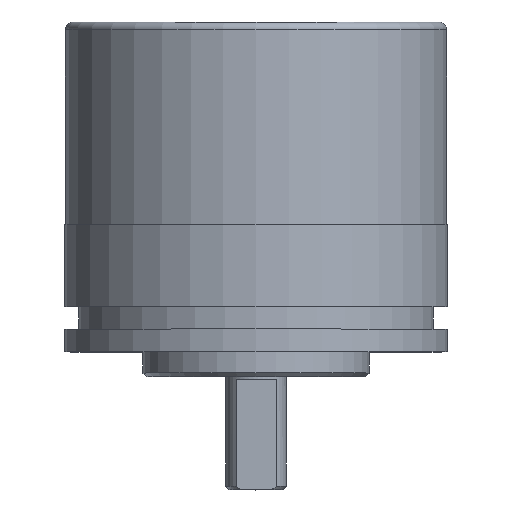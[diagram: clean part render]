
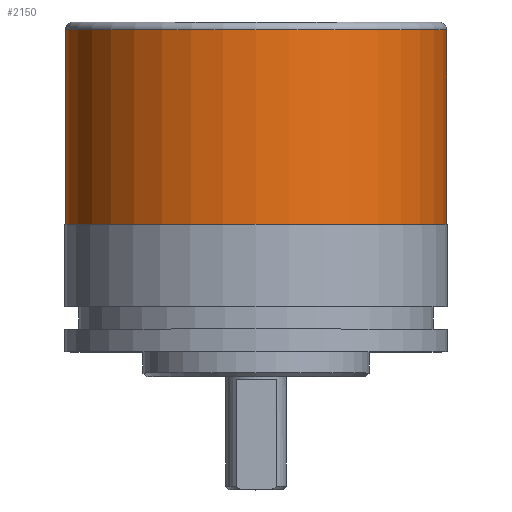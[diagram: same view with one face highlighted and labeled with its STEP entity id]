
A CAD part, top view. The second image highlights one B-rep face of the part: STEP entity #2150.
In plain terms, the highlighted cylindrical face has radius 25.3 mm (diameter 50.6 mm), a partial arc.
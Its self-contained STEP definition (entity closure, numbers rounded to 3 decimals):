
#1084 = CIRCLE ( 'NONE', #16267, 25.3 ) ;
#1598 = VERTEX_POINT ( 'NONE', #3009 ) ;
#2150 = ADVANCED_FACE ( 'NONE', ( #9933 ), #13114, .T. ) ;
#2190 = CARTESIAN_POINT ( 'NONE',  ( 0., 20.2, 0. ) ) ;
#2701 = DIRECTION ( 'NONE',  ( 0., 1., 0. ) ) ;
#2859 = EDGE_CURVE ( 'NONE', #15360, #1598, #17261, .T. ) ;
#2861 = ORIENTED_EDGE ( 'NONE', *, *, #2859, .F. ) ;
#3009 = CARTESIAN_POINT ( 'NONE',  ( -16.771, 20.2, -18.943 ) ) ;
#3576 = CARTESIAN_POINT ( 'NONE',  ( 0., 20.2, 0. ) ) ;
#3710 = EDGE_CURVE ( 'NONE', #15883, #12945, #1084, .T. ) ;
#5454 = AXIS2_PLACEMENT_3D ( 'NONE', #3576, #11942, #6670 ) ;
#6670 = DIRECTION ( 'NONE',  ( -1., 0., 0. ) ) ;
#7717 = VECTOR ( 'NONE', #15234, 1000. ) ;
#7928 = AXIS2_PLACEMENT_3D ( 'NONE', #2190, #13434, #19849 ) ;
#9673 = LINE ( 'NONE', #16115, #7717 ) ;
#9865 = ORIENTED_EDGE ( 'NONE', *, *, #13919, .T. ) ;
#9915 = ORIENTED_EDGE ( 'NONE', *, *, #18835, .T. ) ;
#9933 = FACE_OUTER_BOUND ( 'NONE', #16191, .T. ) ;
#10654 = CARTESIAN_POINT ( 'NONE',  ( 16.771, 20.2, -18.943 ) ) ;
#10755 = LINE ( 'NONE', #10654, #12888 ) ;
#10769 = CARTESIAN_POINT ( 'NONE',  ( 0., 46., 0. ) ) ;
#11682 = ORIENTED_EDGE ( 'NONE', *, *, #3710, .T. ) ;
#11942 = DIRECTION ( 'NONE',  ( 0., -1., 0. ) ) ;
#12888 = VECTOR ( 'NONE', #2701, 1000. ) ;
#12945 = VERTEX_POINT ( 'NONE', #16691 ) ;
#13109 = CARTESIAN_POINT ( 'NONE',  ( 16.771, 46., -18.943 ) ) ;
#13114 = CYLINDRICAL_SURFACE ( 'NONE', #7928, 25.3 ) ;
#13434 = DIRECTION ( 'NONE',  ( 0., -1., 0. ) ) ;
#13919 = EDGE_CURVE ( 'NONE', #12945, #1598, #9673, .T. ) ;
#15234 = DIRECTION ( 'NONE',  ( 0., -1., 0. ) ) ;
#15360 = VERTEX_POINT ( 'NONE', #15596 ) ;
#15596 = CARTESIAN_POINT ( 'NONE',  ( 16.771, 20.2, -18.943 ) ) ;
#15883 = VERTEX_POINT ( 'NONE', #13109 ) ;
#16115 = CARTESIAN_POINT ( 'NONE',  ( -16.771, 20.2, -18.943 ) ) ;
#16191 = EDGE_LOOP ( 'NONE', ( #9915, #11682, #9865, #2861 ) ) ;
#16267 = AXIS2_PLACEMENT_3D ( 'NONE', #10769, #17205, #16593 ) ;
#16593 = DIRECTION ( 'NONE',  ( -1., 0., 0. ) ) ;
#16691 = CARTESIAN_POINT ( 'NONE',  ( -16.771, 46., -18.943 ) ) ;
#17205 = DIRECTION ( 'NONE',  ( 0., -1., 0. ) ) ;
#17261 = CIRCLE ( 'NONE', #5454, 25.3 ) ;
#18835 = EDGE_CURVE ( 'NONE', #15360, #15883, #10755, .T. ) ;
#19849 = DIRECTION ( 'NONE',  ( -1., 0., 0. ) ) ;
